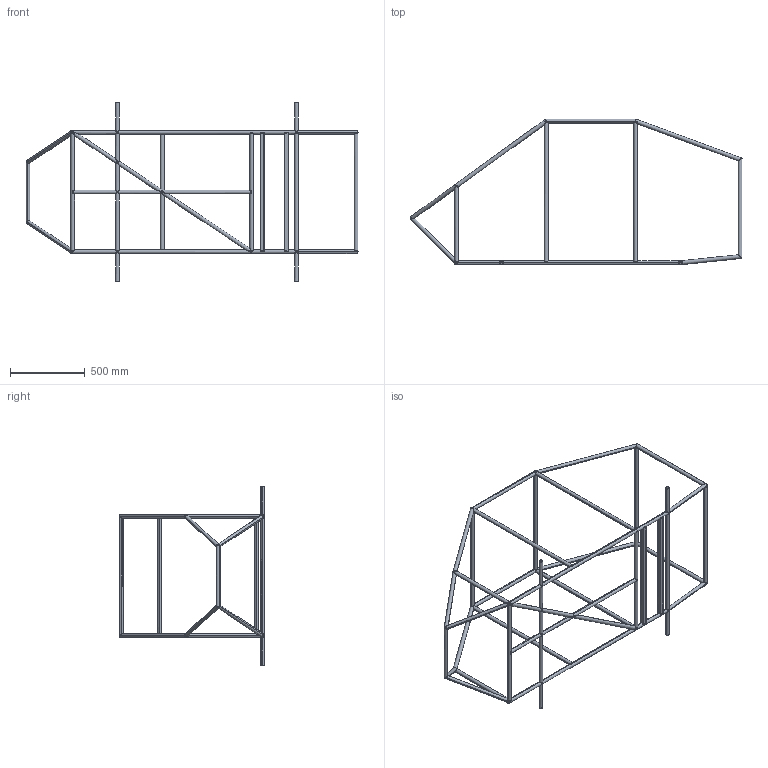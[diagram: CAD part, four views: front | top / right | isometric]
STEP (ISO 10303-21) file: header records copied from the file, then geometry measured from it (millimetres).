
FILE_DESCRIPTION (( 'STEP AP214' ), '1' );
FILE_NAME ('Gaiola_3.1.STEP', '2024-10-23T21:06:23', ( '' ), ( '' ), 'SwSTEP 2.0', 'SolidWorks 2022', '' );
FILE_SCHEMA (( 'AUTOMOTIVE_DESIGN' ));
Length unit declared in the file: millimetre
Products named in the file (1): Gaiola_3.1
Bounding box: 2225.4 x 975.4 x 1200 mm (x, y, z)
Volume: 2341724.6 mm3; surface area: 4268775.5 mm2
Topology: 1 solids, 66 shells, 985 faces, 2220 edges, 1335 vertices
Faces by surface type: cylinder 861, plane 124
Entity records: 39215 total; most frequent: CARTESIAN_POINT 20706, ORIENTED_EDGE 4440, DIRECTION 3073, EDGE_CURVE 2220, VERTEX_POINT 1335, AXIS2_PLACEMENT_3D 1243, EDGE_LOOP 999, ADVANCED_FACE 985
